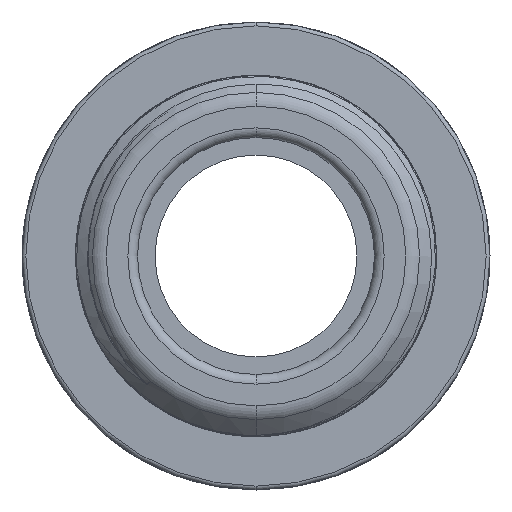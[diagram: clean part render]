
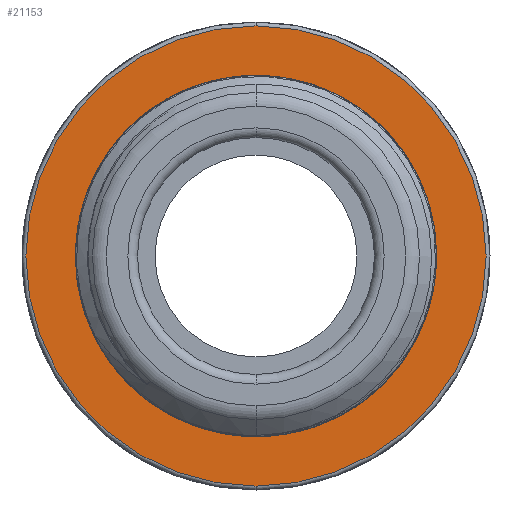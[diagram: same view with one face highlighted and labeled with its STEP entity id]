
A CAD part, front view. The second image highlights one B-rep face of the part: STEP entity #21153.
In plain terms, the highlighted planar face has unit normal (0, -1, 0).
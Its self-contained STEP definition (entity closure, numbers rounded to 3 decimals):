
#69 = CIRCLE ( 'NONE', #14706, 11.85 ) ;
#1075 = EDGE_CURVE ( 'NONE', #1679, #19141, #23484, .T. ) ;
#1087 = CARTESIAN_POINT ( 'NONE',  ( 0., -12., 0. ) ) ;
#1102 = ORIENTED_EDGE ( 'NONE', *, *, #24245, .T. ) ;
#1679 = VERTEX_POINT ( 'NONE', #8431 ) ;
#2444 = DIRECTION ( 'NONE',  ( 0., -1., 0. ) ) ;
#2631 = ORIENTED_EDGE ( 'NONE', *, *, #24857, .F. ) ;
#3124 = VERTEX_POINT ( 'NONE', #9127 ) ;
#3272 = FACE_BOUND ( 'NONE', #21639, .T. ) ;
#4020 = EDGE_CURVE ( 'NONE', #6838, #1679, #8838, .T. ) ;
#4027 = CARTESIAN_POINT ( 'NONE',  ( 0., -12., 0. ) ) ;
#4648 = AXIS2_PLACEMENT_3D ( 'NONE', #4027, #7957, #19420 ) ;
#5145 = CARTESIAN_POINT ( 'NONE',  ( 3.32, -12., -8.687 ) ) ;
#6349 = CARTESIAN_POINT ( 'NONE',  ( 0., -12., 9.3 ) ) ;
#6838 = VERTEX_POINT ( 'NONE', #6349 ) ;
#7957 = DIRECTION ( 'NONE',  ( 0., -1., 0. ) ) ;
#8320 = VERTEX_POINT ( 'NONE', #11849 ) ;
#8431 = CARTESIAN_POINT ( 'NONE',  ( 0., -12., -9.3 ) ) ;
#8752 = EDGE_CURVE ( 'NONE', #8320, #3124, #9105, .T. ) ;
#8838 = CIRCLE ( 'NONE', #23047, 9.3 ) ;
#8869 = DIRECTION ( 'NONE',  ( 0., 0., 1. ) ) ;
#8991 = PLANE ( 'NONE',  #18325 ) ;
#9105 = CIRCLE ( 'NONE', #4648, 11.85 ) ;
#9127 = CARTESIAN_POINT ( 'NONE',  ( 0., -12., 11.85 ) ) ;
#9236 = DIRECTION ( 'NONE',  ( 0., 1., 0. ) ) ;
#9254 = EDGE_LOOP ( 'NONE', ( #1102, #23417 ) ) ;
#9804 = CARTESIAN_POINT ( 'NONE',  ( 0., -12., 0. ) ) ;
#10782 = FACE_OUTER_BOUND ( 'NONE', #9254, .T. ) ;
#11000 = DIRECTION ( 'NONE',  ( 0., -1., 0. ) ) ;
#11849 = CARTESIAN_POINT ( 'NONE',  ( 0., -12., -11.85 ) ) ;
#14400 = DIRECTION ( 'NONE',  ( 0., 0., -1. ) ) ;
#14706 = AXIS2_PLACEMENT_3D ( 'NONE', #9804, #16037, #19726 ) ;
#15728 = ORIENTED_EDGE ( 'NONE', *, *, #1075, .F. ) ;
#16037 = DIRECTION ( 'NONE',  ( 0., -1., 0. ) ) ;
#16550 = CARTESIAN_POINT ( 'NONE',  ( 0., -12., 0. ) ) ;
#16723 = DIRECTION ( 'NONE',  ( 0., 0., -1. ) ) ;
#16732 = AXIS2_PLACEMENT_3D ( 'NONE', #18885, #11000, #16723 ) ;
#18325 = AXIS2_PLACEMENT_3D ( 'NONE', #18913, #9236, #8869 ) ;
#18772 = CIRCLE ( 'NONE', #16732, 9.3 ) ;
#18885 = CARTESIAN_POINT ( 'NONE',  ( 0., -12., 0. ) ) ;
#18913 = CARTESIAN_POINT ( 'NONE',  ( 0., -12., 0. ) ) ;
#19141 = VERTEX_POINT ( 'NONE', #5145 ) ;
#19420 = DIRECTION ( 'NONE',  ( 0., 0., 1. ) ) ;
#19726 = DIRECTION ( 'NONE',  ( 0., 0., 1. ) ) ;
#20673 = DIRECTION ( 'NONE',  ( 0., 0., -1. ) ) ;
#21153 = ADVANCED_FACE ( 'NONE', ( #10782, #3272 ), #8991, .F. ) ;
#21421 = ORIENTED_EDGE ( 'NONE', *, *, #4020, .F. ) ;
#21444 = AXIS2_PLACEMENT_3D ( 'NONE', #1087, #24489, #20673 ) ;
#21639 = EDGE_LOOP ( 'NONE', ( #15728, #21421, #2631 ) ) ;
#23047 = AXIS2_PLACEMENT_3D ( 'NONE', #16550, #2444, #14400 ) ;
#23417 = ORIENTED_EDGE ( 'NONE', *, *, #8752, .T. ) ;
#23484 = CIRCLE ( 'NONE', #21444, 9.3 ) ;
#24245 = EDGE_CURVE ( 'NONE', #3124, #8320, #69, .T. ) ;
#24489 = DIRECTION ( 'NONE',  ( 0., -1., 0. ) ) ;
#24857 = EDGE_CURVE ( 'NONE', #19141, #6838, #18772, .T. ) ;
